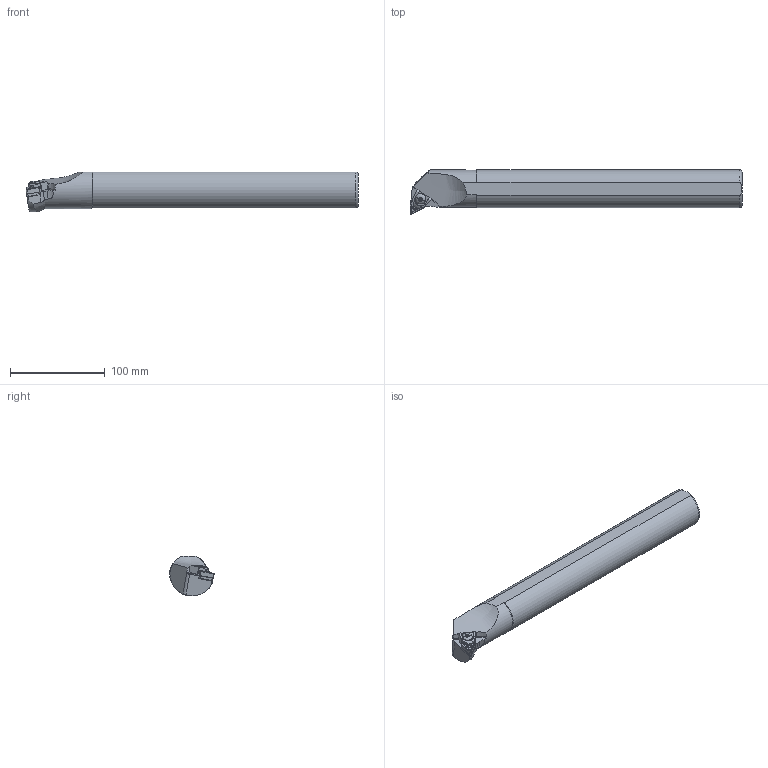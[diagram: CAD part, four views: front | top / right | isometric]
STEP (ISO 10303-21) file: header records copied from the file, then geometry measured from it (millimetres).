
FILE_DESCRIPTION (( 'STEP AP214' ), '1' );
FILE_NAME ('S40U-MTUNR-16-LIGHT.STP', '2023-10-19T13:42:39', ( '' ), ( '' ), 'SwSTEP 2.0', 'SolidWorks 2018', '' );
FILE_SCHEMA (( 'AUTOMOTIVE_DESIGN' ));
Length unit declared in the file: millimetre
Products named in the file (1): S40U-MTUNR-16-LIGHT
Bounding box: 350 x 47 x 42.08 mm (x, y, z)
Volume: 412119.6 mm3; surface area: 46679.4 mm2
Topology: 2 solids, 3 shells, 219 faces, 550 edges, 337 vertices
Faces by surface type: plane 102, cylinder 55, cone 31, torus 19, bspline 10, sphere 2
Entity records: 9043 total; most frequent: CARTESIAN_POINT 3088, ORIENTED_EDGE 1084, DIRECTION 1000, EDGE_CURVE 542, AXIS2_PLACEMENT_3D 362, VERTEX_POINT 337, VECTOR 276, LINE 276
